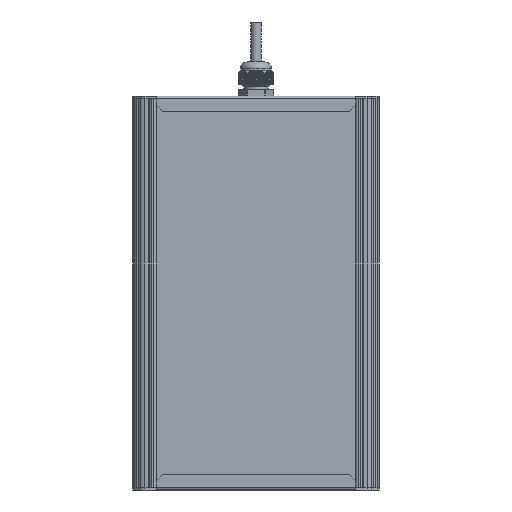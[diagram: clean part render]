
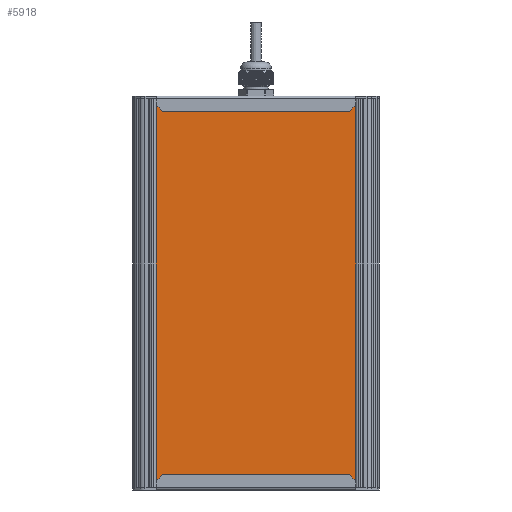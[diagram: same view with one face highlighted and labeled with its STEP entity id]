
A CAD part, front view. The second image highlights one B-rep face of the part: STEP entity #5918.
In plain terms, the highlighted face is planar.
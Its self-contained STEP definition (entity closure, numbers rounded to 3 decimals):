
#5918=ADVANCED_FACE('',(#13046),#13048,.T.);
#13046=FACE_BOUND('',#13047,.T.);
#13047=EDGE_LOOP('',(#39583,#39584,#39585,#39586));
#13048=PLANE('',#13049);
#13049=AXIS2_PLACEMENT_3D('',#13050,#13051,#13052);
#13050=CARTESIAN_POINT('',(2111.497,401.002,-34.582));
#13051=DIRECTION('',(0.,0.,-1.));
#13052=DIRECTION('',(0.,1.,0.));
#39583=ORIENTED_EDGE('',*,*,#46113,.F.);
#39584=ORIENTED_EDGE('',*,*,#46112,.T.);
#39585=ORIENTED_EDGE('',*,*,#46114,.F.);
#39586=ORIENTED_EDGE('',*,*,#46115,.F.);
#46112=EDGE_CURVE('',#51670,#51674,#51676,.T.);
#46113=EDGE_CURVE('',#51670,#51677,#51678,.T.);
#46114=EDGE_CURVE('',#51679,#51674,#51680,.T.);
#46115=EDGE_CURVE('',#51677,#51679,#51681,.T.);
#51670=VERTEX_POINT('',#70348);
#51674=VERTEX_POINT('',#70356);
#51676=LINE('',#70360,#70361);
#51677=VERTEX_POINT('',#70363);
#51678=LINE('',#70364,#70365);
#51679=VERTEX_POINT('',#70367);
#51680=LINE('',#70368,#70369);
#51681=LINE('',#70371,#70372);
#70348=CARTESIAN_POINT('',(2111.497,565.13,-34.582));
#70356=CARTESIAN_POINT('',(2407.497,565.13,-34.582));
#70360=CARTESIAN_POINT('',(2111.497,565.13,-34.582));
#70361=VECTOR('',#70362,1.);
#70362=DIRECTION('',(1.,0.,0.));
#70363=CARTESIAN_POINT('',(2111.497,401.002,-34.582));
#70364=CARTESIAN_POINT('',(2111.497,565.13,-34.582));
#70365=VECTOR('',#70366,1.);
#70366=DIRECTION('',(0.,-1.,0.));
#70367=CARTESIAN_POINT('',(2407.497,401.002,-34.582));
#70368=CARTESIAN_POINT('',(2407.497,401.002,-34.582));
#70369=VECTOR('',#70370,1.);
#70370=DIRECTION('',(0.,1.,0.));
#70371=CARTESIAN_POINT('',(2111.497,401.002,-34.582));
#70372=VECTOR('',#70373,1.);
#70373=DIRECTION('',(1.,0.,0.));
